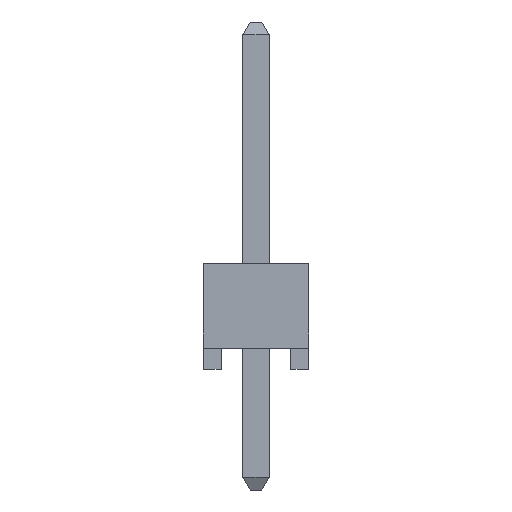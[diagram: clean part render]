
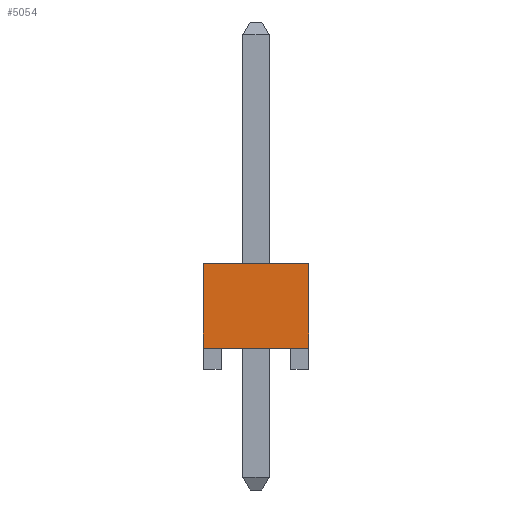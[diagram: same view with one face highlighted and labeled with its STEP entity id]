
A CAD part, left-side view. The second image highlights one B-rep face of the part: STEP entity #5054.
In plain terms, the highlighted planar face has unit normal (-1, 0, 0).
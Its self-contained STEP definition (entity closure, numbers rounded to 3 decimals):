
#182=FACE_OUTER_BOUND('',#518,.T.);
#518=EDGE_LOOP('',(#3561,#3562,#3563,#3564));
#927=LINE('',#7373,#1611);
#928=LINE('',#7375,#1612);
#929=LINE('',#7377,#1613);
#930=LINE('',#7378,#1614);
#1611=VECTOR('',#5990,2.54);
#1612=VECTOR('',#5991,2.032);
#1613=VECTOR('',#5992,2.54);
#1614=VECTOR('',#5993,2.032);
#2247=VERTEX_POINT('',#7371);
#2248=VERTEX_POINT('',#7372);
#2249=VERTEX_POINT('',#7374);
#2250=VERTEX_POINT('',#7376);
#2739=EDGE_CURVE('',#2247,#2248,#927,.T.);
#2740=EDGE_CURVE('',#2249,#2247,#928,.T.);
#2741=EDGE_CURVE('',#2250,#2249,#929,.T.);
#2742=EDGE_CURVE('',#2248,#2250,#930,.T.);
#3561=ORIENTED_EDGE('',*,*,#2739,.F.);
#3562=ORIENTED_EDGE('',*,*,#2740,.F.);
#3563=ORIENTED_EDGE('',*,*,#2741,.F.);
#3564=ORIENTED_EDGE('',*,*,#2742,.F.);
#4718=PLANE('',#5439);
#5054=ADVANCED_FACE('',(#182),#4718,.T.);
#5439=AXIS2_PLACEMENT_3D('',#7370,#5988,#5989);
#5988=DIRECTION('center_axis',(-1.,0.,0.));
#5989=DIRECTION('ref_axis',(0.,0.,1.));
#5990=DIRECTION('',(0.,-1.,0.));
#5991=DIRECTION('',(0.,0.,1.));
#5992=DIRECTION('',(0.,1.,0.));
#5993=DIRECTION('',(0.,0.,-1.));
#7370=CARTESIAN_POINT('Origin',(-1.27,0.,1.524));
#7371=CARTESIAN_POINT('',(-1.27,1.27,2.54));
#7372=CARTESIAN_POINT('',(-1.27,-1.27,2.54));
#7373=CARTESIAN_POINT('',(-1.27,0.,2.54));
#7374=CARTESIAN_POINT('',(-1.27,1.27,0.508));
#7375=CARTESIAN_POINT('',(-1.27,1.27,1.524));
#7376=CARTESIAN_POINT('',(-1.27,-1.27,0.508));
#7377=CARTESIAN_POINT('',(-1.27,0.,0.508));
#7378=CARTESIAN_POINT('',(-1.27,-1.27,1.524));
